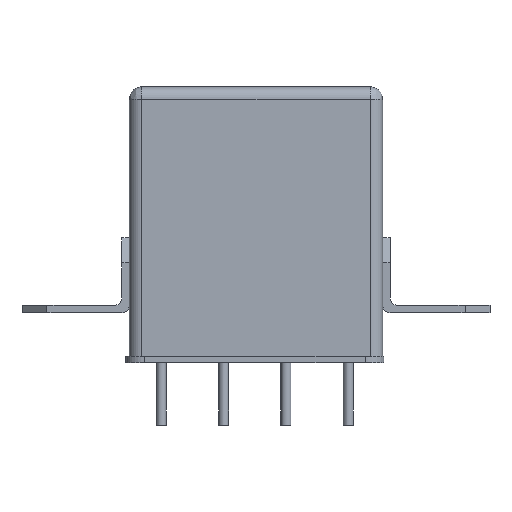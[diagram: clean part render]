
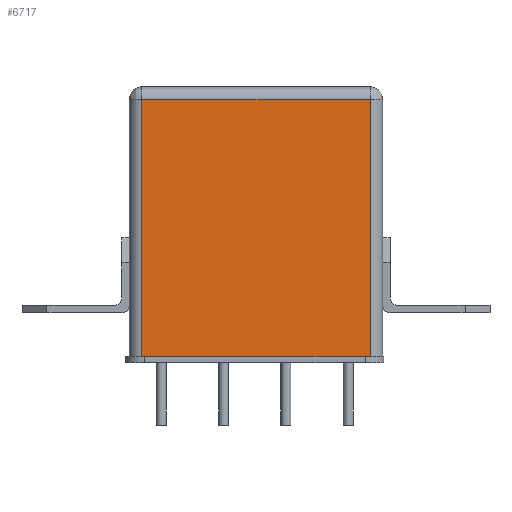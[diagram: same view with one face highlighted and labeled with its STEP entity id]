
A CAD part, front view. The second image highlights one B-rep face of the part: STEP entity #6717.
In plain terms, the highlighted face is planar.
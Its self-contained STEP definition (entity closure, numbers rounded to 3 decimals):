
#21 = DIRECTION ( 'NONE',  ( 1., 0., 0. ) ) ;
#49 = EDGE_CURVE ( 'NONE', #7275, #1664, #3678, .T. ) ;
#211 = FACE_OUTER_BOUND ( 'NONE', #7334, .T. ) ;
#561 = CARTESIAN_POINT ( 'NONE',  ( -10.15, 9.8, 4.85 ) ) ;
#616 = VERTEX_POINT ( 'NONE', #6488 ) ;
#930 = VECTOR ( 'NONE', #4040, 1000. ) ;
#1492 = EDGE_CURVE ( 'NONE', #3376, #7275, #7231, .T. ) ;
#1653 = CARTESIAN_POINT ( 'NONE',  ( 9.15, -10.8, 4.85 ) ) ;
#1664 = VERTEX_POINT ( 'NONE', #7898 ) ;
#1686 = DIRECTION ( 'NONE',  ( 0., 1., 0. ) ) ;
#1830 = PLANE ( 'NONE',  #3389 ) ;
#2422 = DIRECTION ( 'NONE',  ( -1., 0., 0. ) ) ;
#2653 = EDGE_CURVE ( 'NONE', #1664, #616, #7309, .T. ) ;
#2732 = CARTESIAN_POINT ( 'NONE',  ( 9.15, 9.8, 4.85 ) ) ;
#2746 = ORIENTED_EDGE ( 'NONE', *, *, #3999, .T. ) ;
#2930 = CARTESIAN_POINT ( 'NONE',  ( 9.15, -10.8, 4.85 ) ) ;
#3347 = ORIENTED_EDGE ( 'NONE', *, *, #1492, .T. ) ;
#3376 = VERTEX_POINT ( 'NONE', #1653 ) ;
#3389 = AXIS2_PLACEMENT_3D ( 'NONE', #4359, #4332, #21 ) ;
#3678 = LINE ( 'NONE', #561, #7152 ) ;
#3834 = LINE ( 'NONE', #4012, #930 ) ;
#3999 = EDGE_CURVE ( 'NONE', #616, #3376, #3834, .T. ) ;
#4012 = CARTESIAN_POINT ( 'NONE',  ( -10.15, -10.8, 4.85 ) ) ;
#4040 = DIRECTION ( 'NONE',  ( 1., 0., 0. ) ) ;
#4054 = ORIENTED_EDGE ( 'NONE', *, *, #2653, .T. ) ;
#4332 = DIRECTION ( 'NONE',  ( 0., 0., 1. ) ) ;
#4359 = CARTESIAN_POINT ( 'NONE',  ( -10.15, -10.8, 4.85 ) ) ;
#4747 = ORIENTED_EDGE ( 'NONE', *, *, #49, .T. ) ;
#5672 = VECTOR ( 'NONE', #7832, 1000. ) ;
#6091 = CARTESIAN_POINT ( 'NONE',  ( -9.15, -10.8, 4.85 ) ) ;
#6470 = VECTOR ( 'NONE', #1686, 1000. ) ;
#6488 = CARTESIAN_POINT ( 'NONE',  ( -9.15, -10.8, 4.85 ) ) ;
#6717 = ADVANCED_FACE ( 'NONE', ( #211 ), #1830, .T. ) ;
#7152 = VECTOR ( 'NONE', #2422, 1000. ) ;
#7231 = LINE ( 'NONE', #2930, #6470 ) ;
#7275 = VERTEX_POINT ( 'NONE', #2732 ) ;
#7309 = LINE ( 'NONE', #6091, #5672 ) ;
#7334 = EDGE_LOOP ( 'NONE', ( #2746, #3347, #4747, #4054 ) ) ;
#7832 = DIRECTION ( 'NONE',  ( 0., -1., 0. ) ) ;
#7898 = CARTESIAN_POINT ( 'NONE',  ( -9.15, 9.8, 4.85 ) ) ;
